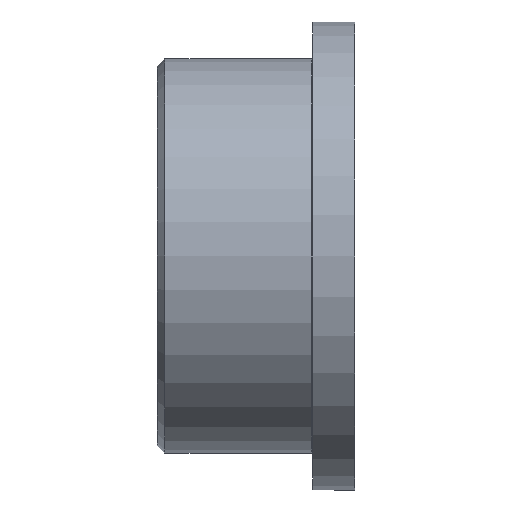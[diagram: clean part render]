
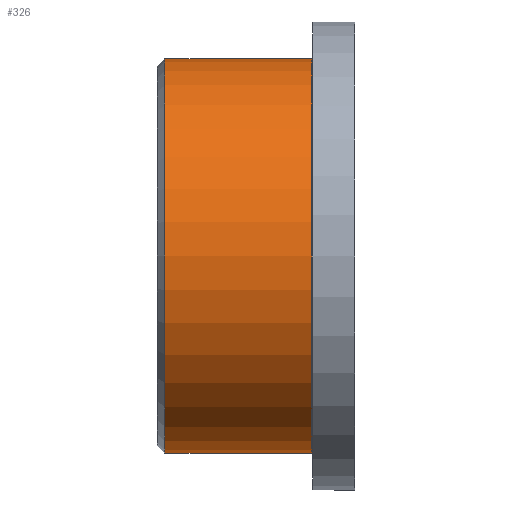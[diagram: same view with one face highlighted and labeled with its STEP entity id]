
A CAD part, front view. The second image highlights one B-rep face of the part: STEP entity #326.
In plain terms, the highlighted cylindrical face has radius 4 mm (diameter 8 mm), a partial arc.
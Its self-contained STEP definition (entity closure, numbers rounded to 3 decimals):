
#35 = VERTEX_POINT ( 'NONE', #156 ) ;
#38 = VERTEX_POINT ( 'NONE', #150 ) ;
#93 = EDGE_CURVE ( 'NONE', #38, #130, #486, .T. ) ;
#99 = EDGE_CURVE ( 'NONE', #127, #130, #603, .T. ) ;
#126 = EDGE_CURVE ( 'NONE', #35, #127, #587, .T. ) ;
#127 = VERTEX_POINT ( 'NONE', #583 ) ;
#130 = VERTEX_POINT ( 'NONE', #577 ) ;
#150 = CARTESIAN_POINT ( 'NONE',  ( -3.85, 0., -4. ) ) ;
#156 = CARTESIAN_POINT ( 'NONE',  ( -3.85, 0., 4. ) ) ;
#184 = ORIENTED_EDGE ( 'NONE', *, *, #99, .F. ) ;
#196 = ORIENTED_EDGE ( 'NONE', *, *, #93, .T. ) ;
#326 = ADVANCED_FACE ( 'NONE', ( #812 ), #811, .T. ) ;
#327 = EDGE_LOOP ( 'NONE', ( #328, #354, #196, #184 ) ) ;
#328 = ORIENTED_EDGE ( 'NONE', *, *, #126, .F. ) ;
#354 = ORIENTED_EDGE ( 'NONE', *, *, #360, .T. ) ;
#360 = EDGE_CURVE ( 'NONE', #35, #38, #805, .T. ) ;
#483 = DIRECTION ( 'NONE',  ( 1., 0., 0. ) ) ;
#484 = VECTOR ( 'NONE', #483, 1000. ) ;
#485 = CARTESIAN_POINT ( 'NONE',  ( 0., 0., -4. ) ) ;
#486 = LINE ( 'NONE', #485, #484 ) ;
#577 = CARTESIAN_POINT ( 'NONE',  ( -0.87, 0., -4. ) ) ;
#583 = CARTESIAN_POINT ( 'NONE',  ( -0.87, 0., 4. ) ) ;
#584 = DIRECTION ( 'NONE',  ( 1., 0., 0. ) ) ;
#585 = VECTOR ( 'NONE', #584, 1000. ) ;
#586 = CARTESIAN_POINT ( 'NONE',  ( 0., 0., 4. ) ) ;
#587 = LINE ( 'NONE', #586, #585 ) ;
#599 = DIRECTION ( 'NONE',  ( 0., 0., -1. ) ) ;
#600 = DIRECTION ( 'NONE',  ( 1., 0., 0. ) ) ;
#601 = CARTESIAN_POINT ( 'NONE',  ( -0.87, 0., 0. ) ) ;
#602 = AXIS2_PLACEMENT_3D ( 'NONE', #601, #600, #599 ) ;
#603 = CIRCLE ( 'NONE', #602, 4. ) ;
#646 = DIRECTION ( 'NONE',  ( 0., 0., -1. ) ) ;
#647 = DIRECTION ( 'NONE',  ( 1., 0., 0. ) ) ;
#648 = AXIS2_PLACEMENT_3D ( 'NONE', #810, #647, #646 ) ;
#801 = DIRECTION ( 'NONE',  ( 0., 0., 1. ) ) ;
#802 = DIRECTION ( 'NONE',  ( 1., 0., 0. ) ) ;
#803 = CARTESIAN_POINT ( 'NONE',  ( -3.85, 0., 0. ) ) ;
#804 = AXIS2_PLACEMENT_3D ( 'NONE', #803, #802, #801 ) ;
#805 = CIRCLE ( 'NONE', #804, 4. ) ;
#810 = CARTESIAN_POINT ( 'NONE',  ( 0., 0., 0. ) ) ;
#811 = CYLINDRICAL_SURFACE ( 'NONE', #648, 4. ) ;
#812 = FACE_OUTER_BOUND ( 'NONE', #327, .T. ) ;
